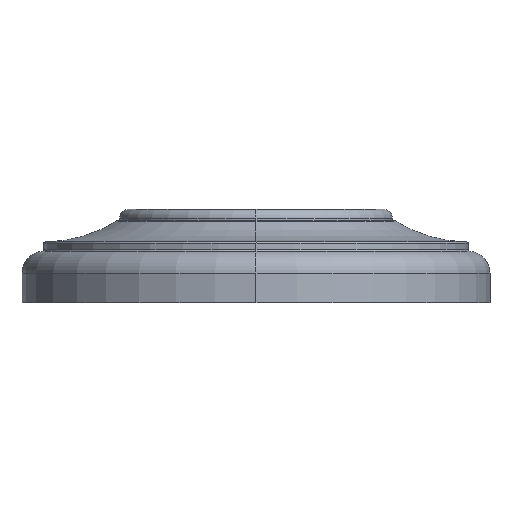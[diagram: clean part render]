
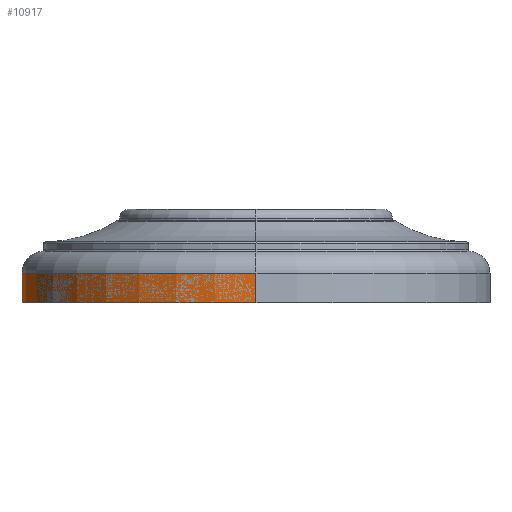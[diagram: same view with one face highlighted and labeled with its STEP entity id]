
A CAD part, left-side view. The second image highlights one B-rep face of the part: STEP entity #10917.
In plain terms, the highlighted cylindrical face has radius 38.1 mm (diameter 76.2 mm), a partial arc.
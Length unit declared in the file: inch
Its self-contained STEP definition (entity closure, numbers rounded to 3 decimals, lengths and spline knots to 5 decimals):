
#10601=CARTESIAN_POINT('',(0.,0.,0.));
#10602=DIRECTION('',(0.,0.,1.));
#10603=DIRECTION('',(1.,0.,0.));
#10604=AXIS2_PLACEMENT_3D('',#10601,#10602,#10603);
#10621=CARTESIAN_POINT('',(0.,0.,0.19));
#10622=DIRECTION('',(0.,0.,1.));
#10623=DIRECTION('',(1.,0.,0.));
#10624=AXIS2_PLACEMENT_3D('',#10621,#10622,#10623);
#10626=DIRECTION('',(0.,0.,1.));
#10627=VECTOR('',#10626,0.19);
#10628=CARTESIAN_POINT('',(1.5,0.,0.));
#10629=LINE('',#10628,#10627);
#10665=DIRECTION('',(0.,0.,1.));
#10666=VECTOR('',#10665,0.19);
#10667=CARTESIAN_POINT('',(-1.5,0.,0.));
#10668=LINE('',#10667,#10666);
#10833=CARTESIAN_POINT('',(1.5,0.,0.));
#10834=CARTESIAN_POINT('',(-1.5,0.,0.));
#10835=VERTEX_POINT('',#10833);
#10836=VERTEX_POINT('',#10834);
#10837=CARTESIAN_POINT('',(1.5,0.,0.19));
#10838=CARTESIAN_POINT('',(-1.5,0.,0.19));
#10839=VERTEX_POINT('',#10837);
#10840=VERTEX_POINT('',#10838);
#10903=CARTESIAN_POINT('',(0.,0.,0.));
#10904=DIRECTION('',(0.,0.,1.));
#10905=DIRECTION('',(1.,0.,0.));
#10906=AXIS2_PLACEMENT_3D('',#10903,#10904,#10905);
#10907=CYLINDRICAL_SURFACE('',#10906,1.5);
#10909=ORIENTED_EDGE('',*,*,#10908,.T.);
#10911=ORIENTED_EDGE('',*,*,#10910,.F.);
#10912=ORIENTED_EDGE('',*,*,#10890,.F.);
#10914=ORIENTED_EDGE('',*,*,#10913,.T.);
#10915=EDGE_LOOP('',(#10909,#10911,#10912,#10914));
#10916=FACE_OUTER_BOUND('',#10915,.F.);
#10917=ADVANCED_FACE('',(#10916),#10907,.T.);
#10605=CIRCLE('',#10604,1.5);
#10625=CIRCLE('',#10624,1.5);
#10890=EDGE_CURVE('',#10835,#10836,#10605,.T.);
#10908=EDGE_CURVE('',#10839,#10840,#10625,.T.);
#10910=EDGE_CURVE('',#10836,#10840,#10668,.T.);
#10913=EDGE_CURVE('',#10835,#10839,#10629,.T.);
